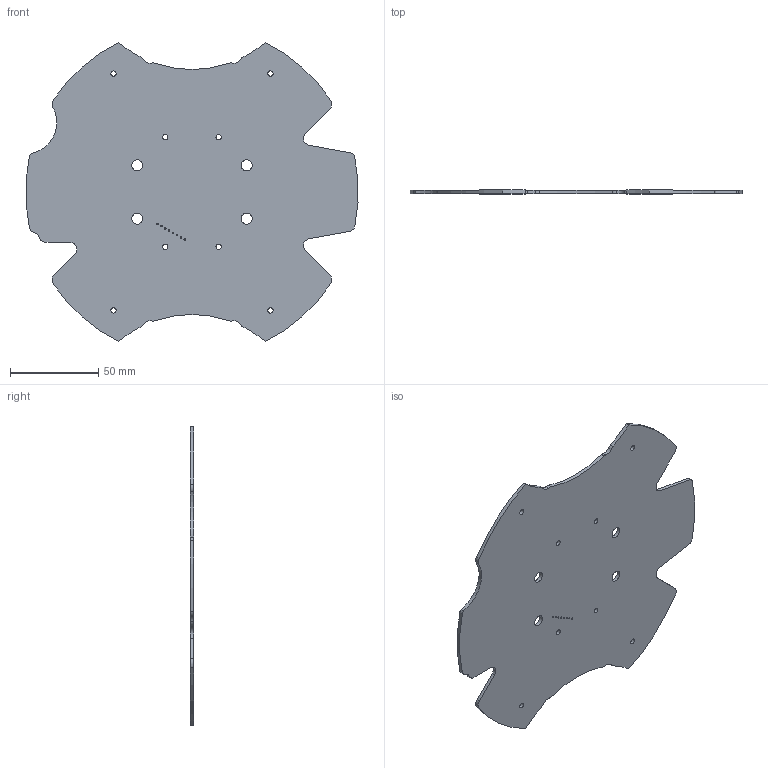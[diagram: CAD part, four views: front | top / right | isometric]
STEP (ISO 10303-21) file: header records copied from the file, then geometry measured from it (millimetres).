
FILE_DESCRIPTION(/* description */ (''),/* implementation_level */ '2;1');
FILE_NAME(/* name */ 'main_display2.stp',/* time_stamp */ '2025-01-10T00:54:43+03:00',/* author */ ('Ivan'),/* organization */ (''),/* preprocessor_version */ 'ST-DEVELOPER v18',/* originating_system */ 'Autodesk Inventor 2020',/* authorisation */ '');
FILE_SCHEMA (('CONFIG_CONTROL_DESIGN'));
Length unit declared in the file: millimetre
Products named in the file (1): motherboard
Bounding box: 188.09 x 2 x 169.36 mm (x, y, z)
Volume: 47017.2 mm3; surface area: 48736 mm2
Topology: 1 solids, 1 shells, 66 faces, 243 edges, 191 vertices
Faces by surface type: cylinder 58, plane 8
Full cylindrical faces by diameter (mm): 0.9 x8, 3 x8, 6.2 x4
Entity records: 2792 total; most frequent: DIRECTION 536, CARTESIAN_POINT 478, ORIENTED_EDGE 424, AXIS2_PLACEMENT_3D 230, EDGE_CURVE 212, CIRCLE 163, VERTEX_POINT 148, EDGE_LOOP 106
